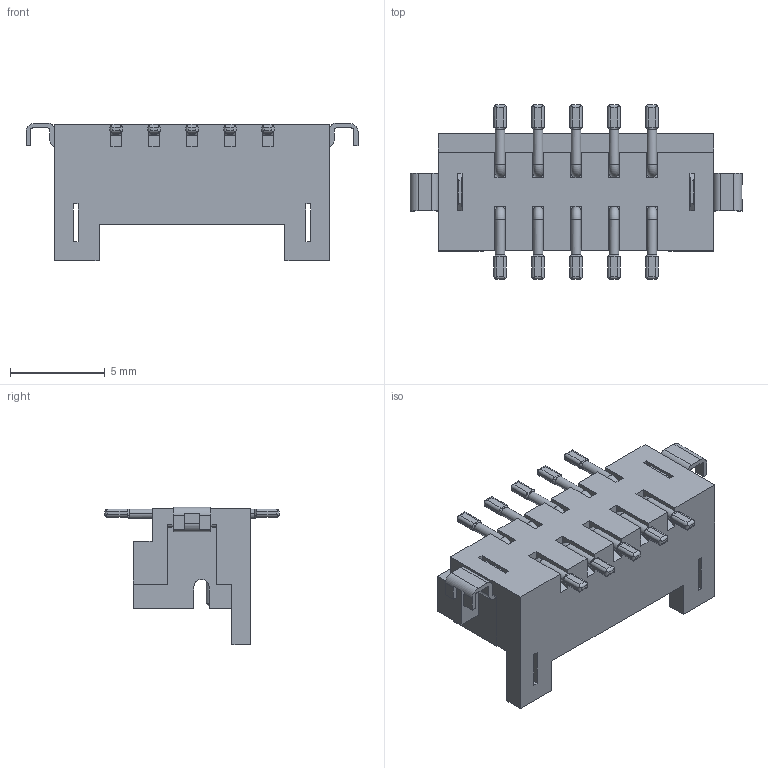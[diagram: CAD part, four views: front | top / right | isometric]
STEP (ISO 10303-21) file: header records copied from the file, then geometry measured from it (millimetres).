
FILE_DESCRIPTION(('OneSpaceDesigner STEP Export'),'2;1');
FILE_NAME('DF11C-10DP-2V.stp','2007-03-22T11:34:44',(''),(''),'OneSpace Designer STEP processor (Jan. 2003) for AP214(CD)(Solid Model)','OneSpace Designer 12.00 10-Sep-2003 (C) CoCreate Software GmbH','');
FILE_SCHEMA(('AUTOMOTIVE_DESIGN_CC2 {1 2 10303 214 -1 1 5 1}'));
Length unit declared in the file: millimetre
Products named in the file (2): DF11C-10DP-2VÈª
Assembly tree (1 placements, depth 2):
  DF11C-10DP-2VÈª
    DF11C-10DP-2VÈª
Bounding box: 17.5 x 9.2 x 7.25 mm (x, y, z)
Volume: 294.7 mm3; surface area: 704.1 mm2
Topology: 1 solids, 1 shells, 531 faces, 1501 edges, 977 vertices
Faces by surface type: plane 226, cylinder 163, bspline 102, torus 40
Entity records: 18921 total; most frequent: CARTESIAN_POINT 7075, ORIENTED_EDGE 3002, DIRECTION 1970, EDGE_CURVE 1501, VERTEX_POINT 977, VECTOR 684, LINE 684, AXIS2_PLACEMENT_3D 643
